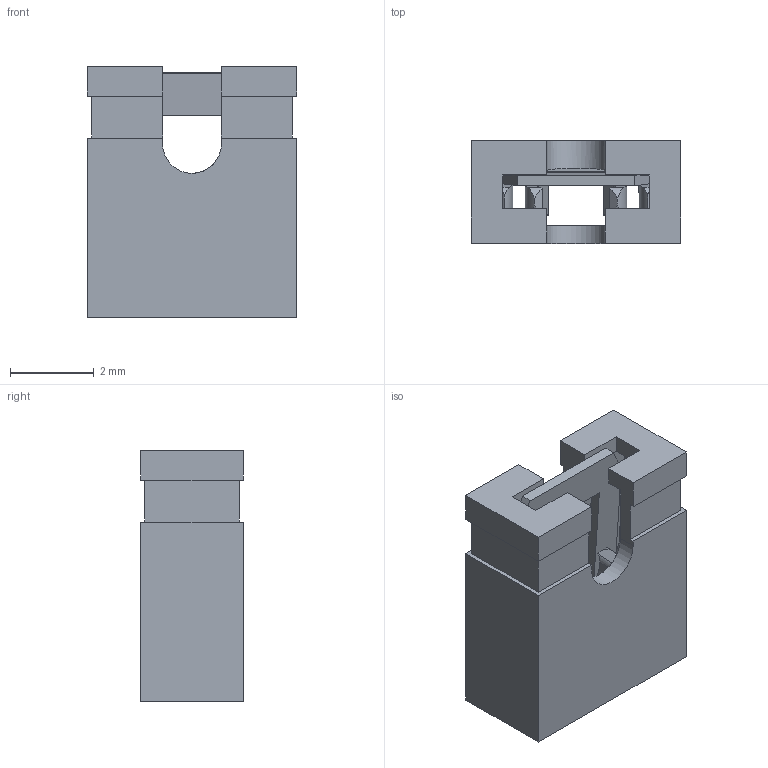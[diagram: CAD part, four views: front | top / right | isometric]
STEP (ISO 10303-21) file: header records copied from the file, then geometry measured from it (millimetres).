
FILE_DESCRIPTION(/* description */ ('Unknown'),/* implementation_level */ '2;1');
FILE_NAME(/* name */ '60900213421',/* time_stamp */ '2020-04-22T11:28:56+02:00',/* author */ ('Unknown'),/* organization */ ('Unknown'),/* preprocessor_version */ 'ST-DEVELOPER v16.7',/* originating_system */ 'DEX',/* authorisation */ $);
FILE_SCHEMA (('AUTOMOTIVE_DESIGN {1 0 10303 214 3 1 1}'));
Length unit declared in the file: millimetre
Products named in the file (4): 60900213x21; 60900213421_BLACK; 60900213x21_Housing
Assembly tree (3 placements, depth 3):
  60900213x21
    60900213421_BLACK
      60900213x21_Housing
      60900213x21
Bounding box: 4.98 x 2.45 x 5.97 mm (x, y, z)
Volume: 39.9 mm3; surface area: 222.8 mm2
Topology: 2 solids, 2 shells, 137 faces, 366 edges, 232 vertices
Faces by surface type: plane 93, cylinder 42, bspline 2
Entity records: 4357 total; most frequent: CARTESIAN_POINT 835, ORIENTED_EDGE 732, DIRECTION 698, EDGE_CURVE 366, LINE 268, VECTOR 268, VERTEX_POINT 232, AXIS2_PLACEMENT_3D 215
